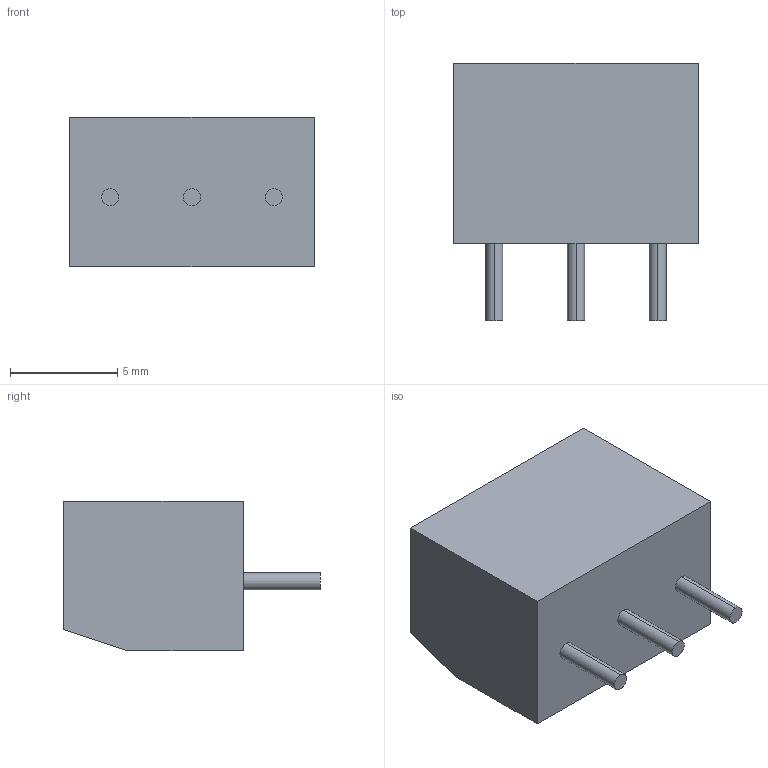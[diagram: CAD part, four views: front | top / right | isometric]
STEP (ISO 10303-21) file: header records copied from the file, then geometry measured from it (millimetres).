
FILE_DESCRIPTION (( 'STEP AP214' ), '1' );
FILE_NAME ('KLS2-340-3,81.STEP', '2021-04-28T09:18:53', ( '' ), ( '' ), 'SwSTEP 2.0', 'SolidWorks 2020', '' );
FILE_SCHEMA (( 'AUTOMOTIVE_DESIGN' ));
Length unit declared in the file: millimetre
Products named in the file (1): KLS2-340-3,81
Bounding box: 11.43 x 12 x 7 mm (x, y, z)
Volume: 505.5 mm3; surface area: 687.5 mm2
Topology: 1 solids, 1 shells, 52 faces, 123 edges, 82 vertices
Faces by surface type: plane 40, cylinder 12
Entity records: 1680 total; most frequent: DIRECTION 265, CARTESIAN_POINT 258, ORIENTED_EDGE 246, EDGE_CURVE 123, AXIS2_PLACEMENT_3D 89, VECTOR 87, LINE 87, VERTEX_POINT 82
